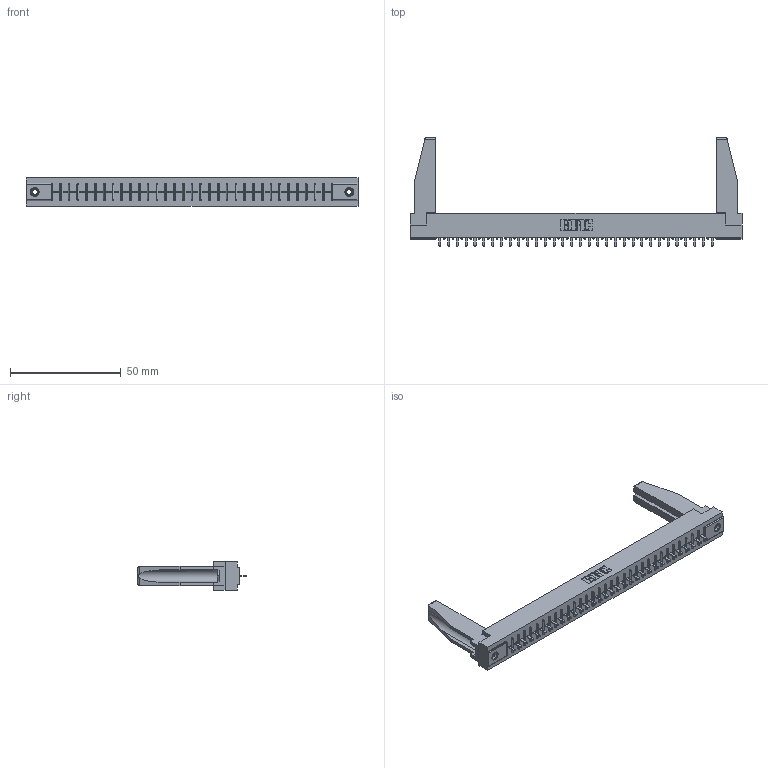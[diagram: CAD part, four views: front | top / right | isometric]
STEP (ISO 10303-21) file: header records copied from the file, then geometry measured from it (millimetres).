
FILE_DESCRIPTION (( 'STEP AP203' ), '1' );
FILE_NAME ('356-032-521-178.STEP', '2018-08-01T21:20:09', ( '' ), ( '' ), 'SwSTEP 2.0', 'SolidWorks 2016', '' );
FILE_SCHEMA (( 'CONFIG_CONTROL_DESIGN' ));
Length unit declared in the file: inch
Products named in the file (5): 306 Part_.156 Dia; 306-290-001_121; 345-250-001_345-250-001-102; 307-220-078; 356-032-521-178
Assembly tree (37 placements, depth 2):
  356-032-521-178
    306 Part_.156 Dia
    306-290-001_121  x32
    345-250-001_345-250-001-102  x2
    307-220-078  x2
Bounding box: 149.81 x 48.92 x 12.7 mm (x, y, z)
Volume: 20425.8 mm3; surface area: 20359.7 mm2
Topology: 37 solids, 37 shells, 2486 faces, 6950 edges, 4452 vertices
Faces by surface type: plane 1656, cylinder 686, sphere 128, cone 12, torus 4
Entity records: 33532 total; most frequent: CARTESIAN_POINT 5629, ORIENTED_EDGE 5538, DIRECTION 5503, EDGE_CURVE 2769, LINE 2163, VECTOR 2163, VERTEX_POINT 1754, AXIS2_PLACEMENT_3D 1670
